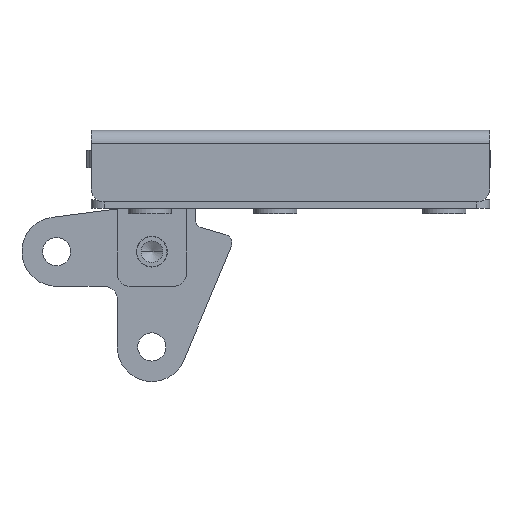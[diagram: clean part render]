
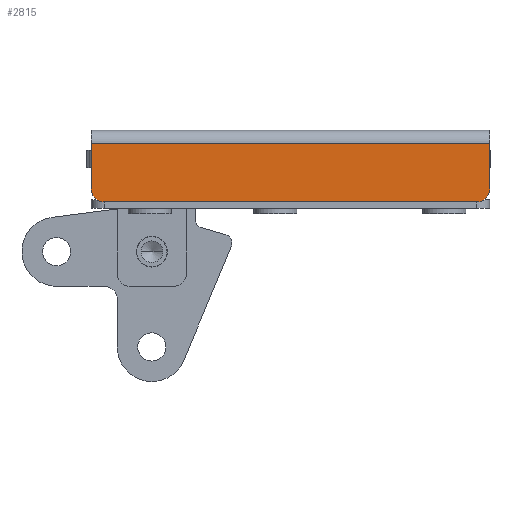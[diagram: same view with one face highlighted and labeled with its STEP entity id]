
A CAD part, left-side view. The second image highlights one B-rep face of the part: STEP entity #2815.
In plain terms, the highlighted planar face has unit normal (-1, 0, 0).
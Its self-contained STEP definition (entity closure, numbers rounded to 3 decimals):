
#50 = DIRECTION ( 'NONE',  ( 0., 0., -1. ) ) ;
#134 = CARTESIAN_POINT ( 'NONE',  ( -21., 62., -3. ) ) ;
#255 = CIRCLE ( 'NONE', #4425, 3. ) ;
#328 = CARTESIAN_POINT ( 'NONE',  ( -21., -30., -13.5 ) ) ;
#576 = DIRECTION ( 'NONE',  ( 0., -1., 0. ) ) ;
#697 = VECTOR ( 'NONE', #576, 1000. ) ;
#767 = PLANE ( 'NONE',  #1585 ) ;
#880 = VECTOR ( 'NONE', #1671, 1000. ) ;
#1022 = VERTEX_POINT ( 'NONE', #1849 ) ;
#1112 = VERTEX_POINT ( 'NONE', #134 ) ;
#1369 = DIRECTION ( 'NONE',  ( 1., 0., 0. ) ) ;
#1556 = CIRCLE ( 'NONE', #1608, 3. ) ;
#1585 = AXIS2_PLACEMENT_3D ( 'NONE', #6018, #1369, #5459 ) ;
#1608 = AXIS2_PLACEMENT_3D ( 'NONE', #1822, #5899, #2416 ) ;
#1671 = DIRECTION ( 'NONE',  ( 0., 0., 1. ) ) ;
#1796 = CARTESIAN_POINT ( 'NONE',  ( -21., 59., -16.5 ) ) ;
#1822 = CARTESIAN_POINT ( 'NONE',  ( -21., 59., -13.5 ) ) ;
#1849 = CARTESIAN_POINT ( 'NONE',  ( -21., 62., -13.5 ) ) ;
#2007 = VECTOR ( 'NONE', #2360, 1000. ) ;
#2099 = VECTOR ( 'NONE', #2947, 1000. ) ;
#2167 = EDGE_CURVE ( 'NONE', #1112, #1022, #5191, .T. ) ;
#2352 = ORIENTED_EDGE ( 'NONE', *, *, #7510, .T. ) ;
#2360 = DIRECTION ( 'NONE',  ( 0., 1., 0. ) ) ;
#2416 = DIRECTION ( 'NONE',  ( 0., 0., -1. ) ) ;
#2447 = EDGE_CURVE ( 'NONE', #3857, #1112, #5282, .T. ) ;
#2455 = VERTEX_POINT ( 'NONE', #1796 ) ;
#2630 = LINE ( 'NONE', #5757, #880 ) ;
#2815 = ADVANCED_FACE ( 'NONE', ( #7562 ), #767, .F. ) ;
#2947 = DIRECTION ( 'NONE',  ( 0., 0., -1. ) ) ;
#3046 = ORIENTED_EDGE ( 'NONE', *, *, #2447, .T. ) ;
#3261 = ORIENTED_EDGE ( 'NONE', *, *, #7558, .T. ) ;
#3553 = DIRECTION ( 'NONE',  ( -1., 0., 0. ) ) ;
#3857 = VERTEX_POINT ( 'NONE', #7530 ) ;
#4075 = CARTESIAN_POINT ( 'NONE',  ( -21., 62., -16.5 ) ) ;
#4425 = AXIS2_PLACEMENT_3D ( 'NONE', #7055, #3553, #50 ) ;
#4447 = CARTESIAN_POINT ( 'NONE',  ( -21., -27., -16.5 ) ) ;
#5187 = VERTEX_POINT ( 'NONE', #4447 ) ;
#5191 = LINE ( 'NONE', #6412, #2099 ) ;
#5282 = LINE ( 'NONE', #6445, #2007 ) ;
#5303 = ORIENTED_EDGE ( 'NONE', *, *, #6207, .T. ) ;
#5459 = DIRECTION ( 'NONE',  ( 0., 0., -1. ) ) ;
#5544 = LINE ( 'NONE', #4075, #697 ) ;
#5651 = ORIENTED_EDGE ( 'NONE', *, *, #6858, .T. ) ;
#5757 = CARTESIAN_POINT ( 'NONE',  ( -21., -30., 0. ) ) ;
#5899 = DIRECTION ( 'NONE',  ( -1., 0., 0. ) ) ;
#6018 = CARTESIAN_POINT ( 'NONE',  ( -21., 62., 0. ) ) ;
#6172 = EDGE_LOOP ( 'NONE', ( #3261, #5651, #2352, #3046, #6242, #5303 ) ) ;
#6207 = EDGE_CURVE ( 'NONE', #1022, #2455, #1556, .T. ) ;
#6242 = ORIENTED_EDGE ( 'NONE', *, *, #2167, .T. ) ;
#6412 = CARTESIAN_POINT ( 'NONE',  ( -21., 62., 0. ) ) ;
#6445 = CARTESIAN_POINT ( 'NONE',  ( -21., 62., -3. ) ) ;
#6858 = EDGE_CURVE ( 'NONE', #5187, #7296, #255, .T. ) ;
#7055 = CARTESIAN_POINT ( 'NONE',  ( -21., -27., -13.5 ) ) ;
#7296 = VERTEX_POINT ( 'NONE', #328 ) ;
#7510 = EDGE_CURVE ( 'NONE', #7296, #3857, #2630, .T. ) ;
#7530 = CARTESIAN_POINT ( 'NONE',  ( -21., -30., -3. ) ) ;
#7558 = EDGE_CURVE ( 'NONE', #2455, #5187, #5544, .T. ) ;
#7562 = FACE_OUTER_BOUND ( 'NONE', #6172, .T. ) ;
